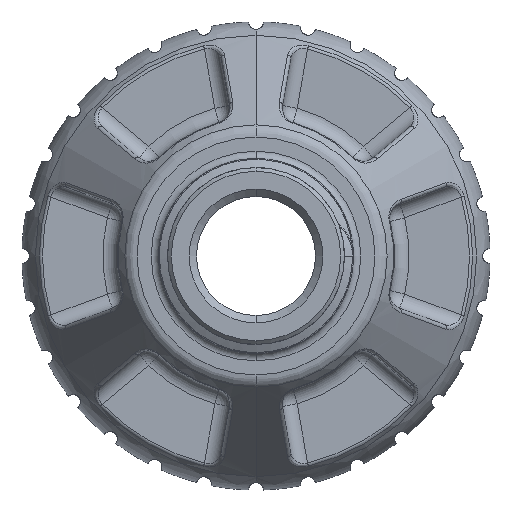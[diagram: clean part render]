
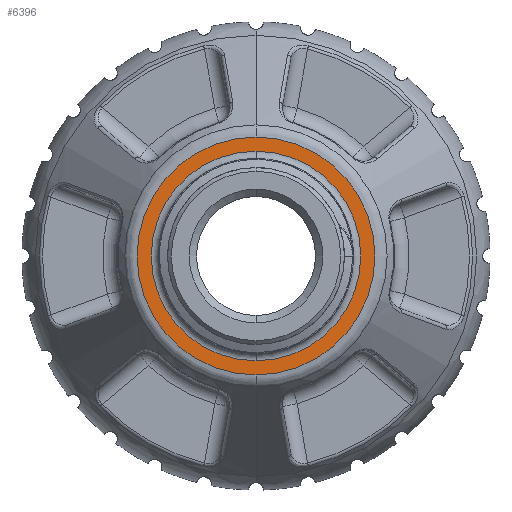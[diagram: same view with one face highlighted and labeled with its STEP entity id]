
A CAD part, front view. The second image highlights one B-rep face of the part: STEP entity #6396.
In plain terms, the highlighted planar face has unit normal (0, -1, 0).
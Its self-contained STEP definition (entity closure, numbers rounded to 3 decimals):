
#44 = EDGE_CURVE ( 'NONE', #6330, #8309, #1811, .T. ) ;
#49 = VERTEX_POINT ( 'NONE', #14226 ) ;
#573 = FACE_OUTER_BOUND ( 'NONE', #2674, .T. ) ;
#675 = DIRECTION ( 'NONE',  ( 0., 0., -1. ) ) ;
#1241 = AXIS2_PLACEMENT_3D ( 'NONE', #6440, #2816, #7975 ) ;
#1660 = DIRECTION ( 'NONE',  ( 0., 0., -1. ) ) ;
#1666 = EDGE_CURVE ( 'NONE', #8309, #6330, #15916, .T. ) ;
#1811 = CIRCLE ( 'NONE', #1241, 14.1 ) ;
#2248 = CARTESIAN_POINT ( 'NONE',  ( 0., -42.3, 0. ) ) ;
#2674 = EDGE_LOOP ( 'NONE', ( #12322, #5934 ) ) ;
#2816 = DIRECTION ( 'NONE',  ( 0., 1., 0. ) ) ;
#2936 = DIRECTION ( 'NONE',  ( 0., -1., 0. ) ) ;
#3248 = EDGE_CURVE ( 'NONE', #49, #16085, #6743, .T. ) ;
#4760 = PLANE ( 'NONE',  #9200 ) ;
#5669 = EDGE_LOOP ( 'NONE', ( #12365, #6128 ) ) ;
#5934 = ORIENTED_EDGE ( 'NONE', *, *, #8888, .T. ) ;
#6022 = FACE_BOUND ( 'NONE', #5669, .T. ) ;
#6128 = ORIENTED_EDGE ( 'NONE', *, *, #1666, .T. ) ;
#6330 = VERTEX_POINT ( 'NONE', #11026 ) ;
#6396 = ADVANCED_FACE ( 'NONE', ( #6022, #573 ), #4760, .F. ) ;
#6440 = CARTESIAN_POINT ( 'NONE',  ( 0., -42.3, 0. ) ) ;
#6482 = AXIS2_PLACEMENT_3D ( 'NONE', #10469, #2936, #1660 ) ;
#6743 = CIRCLE ( 'NONE', #6482, 16. ) ;
#7478 = CARTESIAN_POINT ( 'NONE',  ( 0., -42.3, -14.1 ) ) ;
#7975 = DIRECTION ( 'NONE',  ( 0., 0., 1. ) ) ;
#8309 = VERTEX_POINT ( 'NONE', #7478 ) ;
#8680 = DIRECTION ( 'NONE',  ( 0., 1., 0. ) ) ;
#8888 = EDGE_CURVE ( 'NONE', #16085, #49, #12722, .T. ) ;
#9200 = AXIS2_PLACEMENT_3D ( 'NONE', #9686, #14757, #13475 ) ;
#9453 = DIRECTION ( 'NONE',  ( 0., -1., 0. ) ) ;
#9682 = CARTESIAN_POINT ( 'NONE',  ( 0., -42.3, 16. ) ) ;
#9686 = CARTESIAN_POINT ( 'NONE',  ( -11.9, -42.3, 0. ) ) ;
#10469 = CARTESIAN_POINT ( 'NONE',  ( 0., -42.3, 0. ) ) ;
#11026 = CARTESIAN_POINT ( 'NONE',  ( 0., -42.3, 14.1 ) ) ;
#11388 = AXIS2_PLACEMENT_3D ( 'NONE', #15880, #9453, #675 ) ;
#12322 = ORIENTED_EDGE ( 'NONE', *, *, #3248, .T. ) ;
#12365 = ORIENTED_EDGE ( 'NONE', *, *, #44, .T. ) ;
#12722 = CIRCLE ( 'NONE', #11388, 16. ) ;
#13475 = DIRECTION ( 'NONE',  ( 0., 0., 1. ) ) ;
#13915 = DIRECTION ( 'NONE',  ( 0., 0., 1. ) ) ;
#14226 = CARTESIAN_POINT ( 'NONE',  ( 0., -42.3, -16. ) ) ;
#14757 = DIRECTION ( 'NONE',  ( 0., 1., 0. ) ) ;
#14830 = AXIS2_PLACEMENT_3D ( 'NONE', #2248, #8680, #13915 ) ;
#15880 = CARTESIAN_POINT ( 'NONE',  ( 0., -42.3, 0. ) ) ;
#15916 = CIRCLE ( 'NONE', #14830, 14.1 ) ;
#16085 = VERTEX_POINT ( 'NONE', #9682 ) ;
